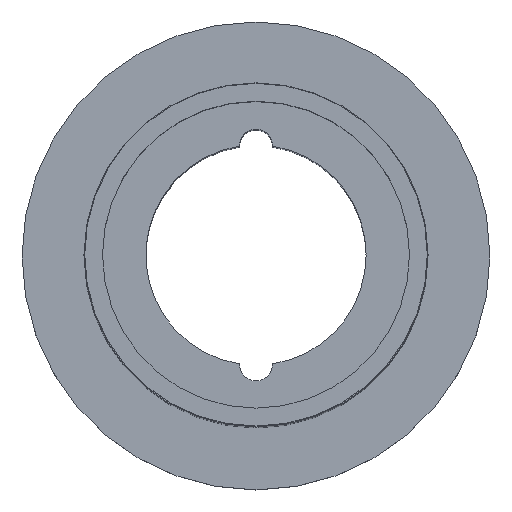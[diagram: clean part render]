
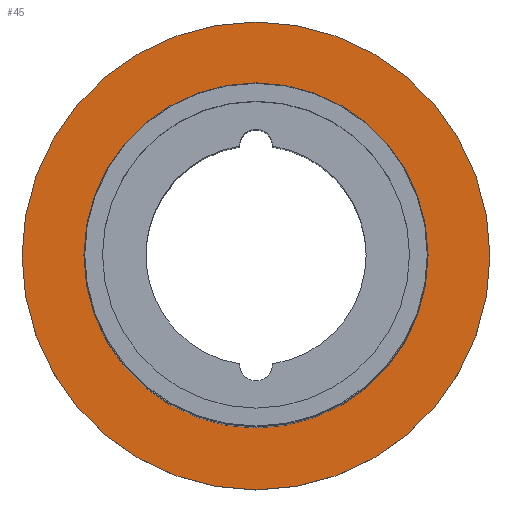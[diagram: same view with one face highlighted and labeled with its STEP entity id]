
A CAD part, top view. The second image highlights one B-rep face of the part: STEP entity #45.
In plain terms, the highlighted planar face has unit normal (0, 0, 1).
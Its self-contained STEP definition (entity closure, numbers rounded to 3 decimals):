
#3 = EDGE_CURVE ( 'NONE', #284, #1175, #14, .T. ) ;
#14 = CIRCLE ( 'NONE', #739, 17. ) ;
#45 = ADVANCED_FACE ( 'NONE', ( #511, #1517 ), #1623, .F. ) ;
#102 = EDGE_CURVE ( 'NONE', #1387, #1151, #1180, .T. ) ;
#135 = CARTESIAN_POINT ( 'NONE',  ( 0., 0., -53. ) ) ;
#146 = DIRECTION ( 'NONE',  ( 0., 0., 1. ) ) ;
#184 = DIRECTION ( 'NONE',  ( 1., 0., 0. ) ) ;
#185 = EDGE_CURVE ( 'NONE', #1175, #284, #744, .T. ) ;
#284 = VERTEX_POINT ( 'NONE', #1237 ) ;
#306 = DIRECTION ( 'NONE',  ( -1., 0., 0. ) ) ;
#409 = ORIENTED_EDGE ( 'NONE', *, *, #102, .F. ) ;
#499 = DIRECTION ( 'NONE',  ( 0., 0., 1. ) ) ;
#511 = FACE_BOUND ( 'NONE', #1486, .T. ) ;
#552 = EDGE_CURVE ( 'NONE', #1151, #1387, #1587, .T. ) ;
#572 = AXIS2_PLACEMENT_3D ( 'NONE', #1310, #937, #184 ) ;
#618 = DIRECTION ( 'NONE',  ( 1., 0., 0. ) ) ;
#632 = ORIENTED_EDGE ( 'NONE', *, *, #552, .F. ) ;
#702 = AXIS2_PLACEMENT_3D ( 'NONE', #1645, #499, #618 ) ;
#726 = CARTESIAN_POINT ( 'NONE',  ( 12.5, 0., -53. ) ) ;
#739 = AXIS2_PLACEMENT_3D ( 'NONE', #1208, #820, #1600 ) ;
#744 = CIRCLE ( 'NONE', #988, 17. ) ;
#820 = DIRECTION ( 'NONE',  ( 0., 0., 1. ) ) ;
#859 = DIRECTION ( 'NONE',  ( 1., 0., 0. ) ) ;
#937 = DIRECTION ( 'NONE',  ( 0., 0., 1. ) ) ;
#988 = AXIS2_PLACEMENT_3D ( 'NONE', #135, #146, #859 ) ;
#1019 = CARTESIAN_POINT ( 'NONE',  ( -17., 0., -53. ) ) ;
#1028 = DIRECTION ( 'NONE',  ( 0., 0., -1. ) ) ;
#1098 = ORIENTED_EDGE ( 'NONE', *, *, #3, .T. ) ;
#1151 = VERTEX_POINT ( 'NONE', #726 ) ;
#1163 = CARTESIAN_POINT ( 'NONE',  ( 0., 12.5, -53. ) ) ;
#1175 = VERTEX_POINT ( 'NONE', #1019 ) ;
#1180 = CIRCLE ( 'NONE', #572, 12.5 ) ;
#1208 = CARTESIAN_POINT ( 'NONE',  ( 0., 0., -53. ) ) ;
#1237 = CARTESIAN_POINT ( 'NONE',  ( 17., 0., -53. ) ) ;
#1310 = CARTESIAN_POINT ( 'NONE',  ( 0., 0., -53. ) ) ;
#1387 = VERTEX_POINT ( 'NONE', #1535 ) ;
#1430 = EDGE_LOOP ( 'NONE', ( #1098, #1468 ) ) ;
#1468 = ORIENTED_EDGE ( 'NONE', *, *, #185, .T. ) ;
#1486 = EDGE_LOOP ( 'NONE', ( #632, #409 ) ) ;
#1517 = FACE_OUTER_BOUND ( 'NONE', #1430, .T. ) ;
#1533 = AXIS2_PLACEMENT_3D ( 'NONE', #1163, #1028, #306 ) ;
#1535 = CARTESIAN_POINT ( 'NONE',  ( -12.5, 0., -53. ) ) ;
#1587 = CIRCLE ( 'NONE', #702, 12.5 ) ;
#1600 = DIRECTION ( 'NONE',  ( 1., 0., 0. ) ) ;
#1623 = PLANE ( 'NONE',  #1533 ) ;
#1645 = CARTESIAN_POINT ( 'NONE',  ( 0., 0., -53. ) ) ;
